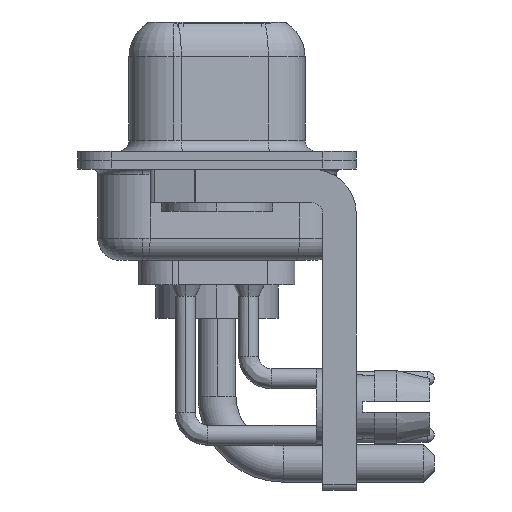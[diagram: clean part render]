
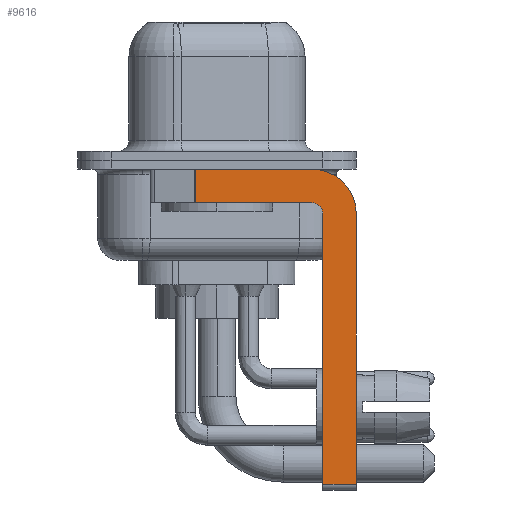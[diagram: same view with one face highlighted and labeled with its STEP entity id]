
A CAD part, left-side view. The second image highlights one B-rep face of the part: STEP entity #9616.
In plain terms, the highlighted planar face has unit normal (-1, 0, 0).
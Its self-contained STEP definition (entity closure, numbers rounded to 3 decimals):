
#290 = ORIENTED_EDGE ( 'NONE', *, *, #15376, .F. ) ;
#443 = DIRECTION ( 'NONE',  ( 0., 1., 0. ) ) ;
#563 = VECTOR ( 'NONE', #6865, 1000. ) ;
#732 = EDGE_LOOP ( 'NONE', ( #290, #20941, #14416, #11028, #20511, #11760, #9329, #17820 ) ) ;
#1171 = EDGE_CURVE ( 'NONE', #24088, #6990, #14435, .T. ) ;
#1194 = AXIS2_PLACEMENT_3D ( 'NONE', #13814, #16066, #6235 ) ;
#3078 = DIRECTION ( 'NONE',  ( 0., -1., 0. ) ) ;
#3735 = CARTESIAN_POINT ( 'NONE',  ( -2.9, -6.25, -2.4 ) ) ;
#4014 = AXIS2_PLACEMENT_3D ( 'NONE', #14571, #22300, #22793 ) ;
#4598 = DIRECTION ( 'NONE',  ( 0., 0., -1. ) ) ;
#5023 = DIRECTION ( 'NONE',  ( 0., 0., 1. ) ) ;
#5047 = CARTESIAN_POINT ( 'NONE',  ( -2.9, 0.978, -1.9 ) ) ;
#5682 = CARTESIAN_POINT ( 'NONE',  ( -2.9, -4.75, -2.4 ) ) ;
#6235 = DIRECTION ( 'NONE',  ( 0., 0., 1. ) ) ;
#6635 = DIRECTION ( 'NONE',  ( 1., 0., 0. ) ) ;
#6708 = VECTOR ( 'NONE', #17886, 1000. ) ;
#6865 = DIRECTION ( 'NONE',  ( 0., 0., -1. ) ) ;
#6990 = VERTEX_POINT ( 'NONE', #5047 ) ;
#7520 = EDGE_CURVE ( 'NONE', #10940, #21418, #22593, .T. ) ;
#7777 = EDGE_CURVE ( 'NONE', #23091, #6990, #19551, .T. ) ;
#7844 = CARTESIAN_POINT ( 'NONE',  ( -2.9, -4.25, -0.4 ) ) ;
#8523 = EDGE_CURVE ( 'NONE', #22194, #10940, #12148, .T. ) ;
#8771 = FACE_OUTER_BOUND ( 'NONE', #732, .T. ) ;
#9329 = ORIENTED_EDGE ( 'NONE', *, *, #7520, .F. ) ;
#9581 = EDGE_CURVE ( 'NONE', #20322, #21418, #19789, .T. ) ;
#9616 = ADVANCED_FACE ( 'NONE', ( #8771 ), #16213, .F. ) ;
#10751 = EDGE_CURVE ( 'NONE', #20322, #16367, #22480, .T. ) ;
#10940 = VERTEX_POINT ( 'NONE', #20825 ) ;
#11028 = ORIENTED_EDGE ( 'NONE', *, *, #23556, .F. ) ;
#11483 = VECTOR ( 'NONE', #23101, 1000. ) ;
#11549 = CARTESIAN_POINT ( 'NONE',  ( -2.9, -4.75, -14.55 ) ) ;
#11760 = ORIENTED_EDGE ( 'NONE', *, *, #9581, .T. ) ;
#12148 = CIRCLE ( 'NONE', #4014, 2. ) ;
#13079 = LINE ( 'NONE', #24833, #13268 ) ;
#13268 = VECTOR ( 'NONE', #3078, 1000. ) ;
#13631 = VECTOR ( 'NONE', #443, 1000. ) ;
#13814 = CARTESIAN_POINT ( 'NONE',  ( -2.9, -4.25, -2.4 ) ) ;
#14360 = CARTESIAN_POINT ( 'NONE',  ( -2.9, -4.25, -1.9 ) ) ;
#14416 = ORIENTED_EDGE ( 'NONE', *, *, #7777, .F. ) ;
#14435 = LINE ( 'NONE', #24176, #563 ) ;
#14436 = CARTESIAN_POINT ( 'NONE',  ( -2.9, 0.978, -0.4 ) ) ;
#14571 = CARTESIAN_POINT ( 'NONE',  ( -2.9, -4.25, -2.4 ) ) ;
#15376 = EDGE_CURVE ( 'NONE', #24088, #22194, #13079, .T. ) ;
#15969 = CARTESIAN_POINT ( 'NONE',  ( -2.9, -4.25, -14.55 ) ) ;
#15996 = CARTESIAN_POINT ( 'NONE',  ( -2.9, -4.25, -1.9 ) ) ;
#16066 = DIRECTION ( 'NONE',  ( -1., 0., 0. ) ) ;
#16213 = PLANE ( 'NONE',  #23253 ) ;
#16367 = VERTEX_POINT ( 'NONE', #5682 ) ;
#16733 = VECTOR ( 'NONE', #5023, 1000. ) ;
#17820 = ORIENTED_EDGE ( 'NONE', *, *, #8523, .F. ) ;
#17886 = DIRECTION ( 'NONE',  ( 0., -1., 0. ) ) ;
#18986 = CIRCLE ( 'NONE', #1194, 0.5 ) ;
#19551 = LINE ( 'NONE', #15996, #13631 ) ;
#19679 = CARTESIAN_POINT ( 'NONE',  ( -2.9, -6.25, -14.55 ) ) ;
#19789 = LINE ( 'NONE', #15969, #6708 ) ;
#20322 = VERTEX_POINT ( 'NONE', #11549 ) ;
#20341 = CARTESIAN_POINT ( 'NONE',  ( -2.9, -4.75, -14.8 ) ) ;
#20511 = ORIENTED_EDGE ( 'NONE', *, *, #10751, .F. ) ;
#20825 = CARTESIAN_POINT ( 'NONE',  ( -2.9, -6.25, -2.4 ) ) ;
#20941 = ORIENTED_EDGE ( 'NONE', *, *, #1171, .T. ) ;
#21418 = VERTEX_POINT ( 'NONE', #19679 ) ;
#22194 = VERTEX_POINT ( 'NONE', #7844 ) ;
#22300 = DIRECTION ( 'NONE',  ( 1., 0., 0. ) ) ;
#22480 = LINE ( 'NONE', #20341, #16733 ) ;
#22593 = LINE ( 'NONE', #3735, #11483 ) ;
#22793 = DIRECTION ( 'NONE',  ( 0., 0., -1. ) ) ;
#23091 = VERTEX_POINT ( 'NONE', #14360 ) ;
#23101 = DIRECTION ( 'NONE',  ( 0., 0., -1. ) ) ;
#23253 = AXIS2_PLACEMENT_3D ( 'NONE', #23960, #6635, #4598 ) ;
#23556 = EDGE_CURVE ( 'NONE', #16367, #23091, #18986, .T. ) ;
#23960 = CARTESIAN_POINT ( 'NONE',  ( -2.9, -4.25, -2.4 ) ) ;
#24088 = VERTEX_POINT ( 'NONE', #14436 ) ;
#24176 = CARTESIAN_POINT ( 'NONE',  ( -2.9, 0.978, -1.9 ) ) ;
#24833 = CARTESIAN_POINT ( 'NONE',  ( -2.9, 3., -0.4 ) ) ;
